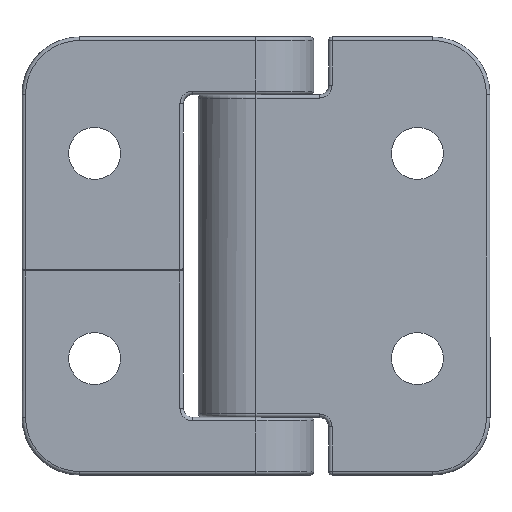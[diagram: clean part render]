
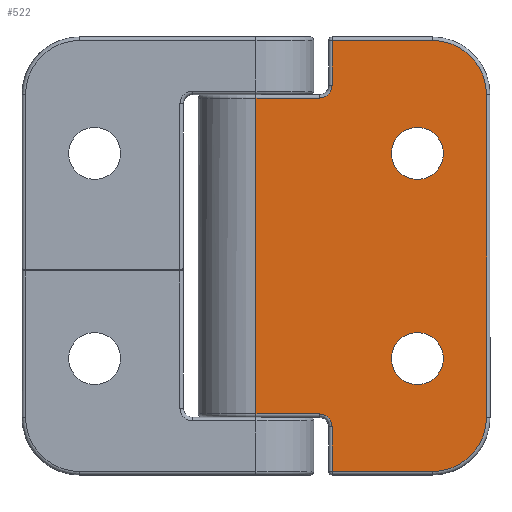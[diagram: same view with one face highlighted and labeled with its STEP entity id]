
A CAD part, front view. The second image highlights one B-rep face of the part: STEP entity #522.
In plain terms, the highlighted planar face has unit normal (0, -1, 0).
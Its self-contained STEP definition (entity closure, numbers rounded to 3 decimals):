
#39 = CARTESIAN_POINT ( 'NONE',  ( -6.3, -5., -18.7 ) ) ;
#77 = LINE ( 'NONE', #3895, #3721 ) ;
#82 = AXIS2_PLACEMENT_3D ( 'NONE', #3579, #1532, #3898 ) ;
#98 = DIRECTION ( 'NONE',  ( 0., 1., 0. ) ) ;
#114 = ORIENTED_EDGE ( 'NONE', *, *, #372, .T. ) ;
#289 = CARTESIAN_POINT ( 'NONE',  ( -5.5, -5., 13.7 ) ) ;
#324 = EDGE_CURVE ( 'NONE', #808, #2068, #2111, .T. ) ;
#336 = EDGE_CURVE ( 'NONE', #2903, #407, #2926, .T. ) ;
#362 = EDGE_CURVE ( 'NONE', #934, #2903, #2811, .T. ) ;
#366 = VERTEX_POINT ( 'NONE', #3990 ) ;
#372 = EDGE_CURVE ( 'NONE', #4070, #934, #1011, .T. ) ;
#380 = EDGE_CURVE ( 'NONE', #804, #2243, #3615, .T. ) ;
#391 = EDGE_CURVE ( 'NONE', #1691, #804, #77, .T. ) ;
#397 = EDGE_CURVE ( 'NONE', #2946, #1691, #1789, .T. ) ;
#404 = EDGE_CURVE ( 'NONE', #3872, #2946, #905, .T. ) ;
#407 = VERTEX_POINT ( 'NONE', #3876 ) ;
#426 = EDGE_CURVE ( 'NONE', #3146, #2413, #4378, .T. ) ;
#439 = EDGE_CURVE ( 'NONE', #407, #3146, #1684, .T. ) ;
#460 = FACE_OUTER_BOUND ( 'NONE', #1881, .T. ) ;
#478 = EDGE_CURVE ( 'NONE', #3696, #1717, #2380, .T. ) ;
#522 = ADVANCED_FACE ( 'NONE', ( #3182, #460, #3083 ), #3474, .F. ) ;
#620 = EDGE_CURVE ( 'NONE', #366, #4070, #4099, .T. ) ;
#688 = ORIENTED_EDGE ( 'NONE', *, *, #1552, .F. ) ;
#779 = VECTOR ( 'NONE', #3804, 1000. ) ;
#804 = VERTEX_POINT ( 'NONE', #2362 ) ;
#808 = VERTEX_POINT ( 'NONE', #2321 ) ;
#857 = ORIENTED_EDGE ( 'NONE', *, *, #2824, .T. ) ;
#905 = LINE ( 'NONE', #3988, #3500 ) ;
#934 = VERTEX_POINT ( 'NONE', #3820 ) ;
#948 = CARTESIAN_POINT ( 'NONE',  ( 0., -5., -13.7 ) ) ;
#1011 = CIRCLE ( 'NONE', #2672, 4.7 ) ;
#1116 = VECTOR ( 'NONE', #4041, 1000. ) ;
#1308 = CARTESIAN_POINT ( 'NONE',  ( -14., -5., 11.15 ) ) ;
#1387 = DIRECTION ( 'NONE',  ( 0., 0., -1. ) ) ;
#1402 = ORIENTED_EDGE ( 'NONE', *, *, #439, .T. ) ;
#1414 = CARTESIAN_POINT ( 'NONE',  ( 0., -5., 19. ) ) ;
#1532 = DIRECTION ( 'NONE',  ( 0., -1., 0. ) ) ;
#1547 = EDGE_LOOP ( 'NONE', ( #688, #2183 ) ) ;
#1552 = EDGE_CURVE ( 'NONE', #2068, #808, #2851, .T. ) ;
#1619 = ORIENTED_EDGE ( 'NONE', *, *, #391, .T. ) ;
#1621 = CARTESIAN_POINT ( 'NONE',  ( -15.3, -5., 18.7 ) ) ;
#1684 = CIRCLE ( 'NONE', #3149, 1.1 ) ;
#1690 = ORIENTED_EDGE ( 'NONE', *, *, #426, .T. ) ;
#1691 = VERTEX_POINT ( 'NONE', #4156 ) ;
#1717 = VERTEX_POINT ( 'NONE', #4098 ) ;
#1742 = CARTESIAN_POINT ( 'NONE',  ( -5.5, -5., -13.7 ) ) ;
#1789 = CIRCLE ( 'NONE', #2665, 1.1 ) ;
#1820 = ORIENTED_EDGE ( 'NONE', *, *, #2797, .T. ) ;
#1881 = EDGE_LOOP ( 'NONE', ( #1402, #1690, #3143, #3585, #2830, #1619, #2683, #1820, #3623, #114, #3098, #3981 ) ) ;
#1913 = DIRECTION ( 'NONE',  ( 0., 1., 0. ) ) ;
#1915 = VECTOR ( 'NONE', #4014, 1000. ) ;
#1951 = EDGE_CURVE ( 'NONE', #3872, #2413, #2195, .T. ) ;
#2050 = AXIS2_PLACEMENT_3D ( 'NONE', #3548, #3544, #3536 ) ;
#2068 = VERTEX_POINT ( 'NONE', #2415 ) ;
#2107 = DIRECTION ( 'NONE',  ( 0., 1., 0. ) ) ;
#2111 = CIRCLE ( 'NONE', #3734, 2.25 ) ;
#2183 = ORIENTED_EDGE ( 'NONE', *, *, #324, .F. ) ;
#2195 = LINE ( 'NONE', #1414, #3999 ) ;
#2205 = VECTOR ( 'NONE', #2950, 1000. ) ;
#2243 = VERTEX_POINT ( 'NONE', #1621 ) ;
#2248 = DIRECTION ( 'NONE',  ( 0., 0., -1. ) ) ;
#2262 = DIRECTION ( 'NONE',  ( 0., -1., 0. ) ) ;
#2282 = CARTESIAN_POINT ( 'NONE',  ( -14., -5., -8.9 ) ) ;
#2285 = ORIENTED_EDGE ( 'NONE', *, *, #478, .T. ) ;
#2321 = CARTESIAN_POINT ( 'NONE',  ( -14., -5., -6.65 ) ) ;
#2362 = CARTESIAN_POINT ( 'NONE',  ( -6.6, -5., 18.7 ) ) ;
#2380 = CIRCLE ( 'NONE', #2050, 2.25 ) ;
#2413 = VERTEX_POINT ( 'NONE', #948 ) ;
#2415 = CARTESIAN_POINT ( 'NONE',  ( -14., -5., -11.15 ) ) ;
#2448 = AXIS2_PLACEMENT_3D ( 'NONE', #3422, #98, #2744 ) ;
#2565 = CARTESIAN_POINT ( 'NONE',  ( -20., -5., -14. ) ) ;
#2665 = AXIS2_PLACEMENT_3D ( 'NONE', #3849, #2107, #3839 ) ;
#2672 = AXIS2_PLACEMENT_3D ( 'NONE', #3939, #3914, #3911 ) ;
#2683 = ORIENTED_EDGE ( 'NONE', *, *, #380, .T. ) ;
#2705 = VECTOR ( 'NONE', #3904, 1000. ) ;
#2744 = DIRECTION ( 'NONE',  ( -1., 0., 0. ) ) ;
#2797 = EDGE_CURVE ( 'NONE', #2243, #366, #3816, .T. ) ;
#2808 = CIRCLE ( 'NONE', #4065, 2.25 ) ;
#2811 = LINE ( 'NONE', #39, #1915 ) ;
#2824 = EDGE_CURVE ( 'NONE', #1717, #3696, #2808, .T. ) ;
#2830 = ORIENTED_EDGE ( 'NONE', *, *, #397, .T. ) ;
#2851 = CIRCLE ( 'NONE', #4031, 2.25 ) ;
#2903 = VERTEX_POINT ( 'NONE', #3652 ) ;
#2926 = LINE ( 'NONE', #4050, #1116 ) ;
#2946 = VERTEX_POINT ( 'NONE', #289 ) ;
#2950 = DIRECTION ( 'NONE',  ( 0., 0., -1. ) ) ;
#3083 = FACE_BOUND ( 'NONE', #1547, .T. ) ;
#3098 = ORIENTED_EDGE ( 'NONE', *, *, #362, .T. ) ;
#3143 = ORIENTED_EDGE ( 'NONE', *, *, #1951, .F. ) ;
#3146 = VERTEX_POINT ( 'NONE', #1742 ) ;
#3149 = AXIS2_PLACEMENT_3D ( 'NONE', #3747, #3733, #3729 ) ;
#3182 = FACE_BOUND ( 'NONE', #3268, .T. ) ;
#3268 = EDGE_LOOP ( 'NONE', ( #2285, #857 ) ) ;
#3409 = CARTESIAN_POINT ( 'NONE',  ( -20., -5., 19. ) ) ;
#3422 = CARTESIAN_POINT ( 'NONE',  ( 0., -5., 19. ) ) ;
#3474 = PLANE ( 'NONE',  #2448 ) ;
#3500 = VECTOR ( 'NONE', #3908, 1000. ) ;
#3536 = DIRECTION ( 'NONE',  ( 0., 0., 1. ) ) ;
#3544 = DIRECTION ( 'NONE',  ( 0., 1., 0. ) ) ;
#3548 = CARTESIAN_POINT ( 'NONE',  ( -14., -5., 8.9 ) ) ;
#3579 = CARTESIAN_POINT ( 'NONE',  ( -15.3, -5., 14. ) ) ;
#3585 = ORIENTED_EDGE ( 'NONE', *, *, #404, .T. ) ;
#3615 = LINE ( 'NONE', #4372, #2705 ) ;
#3623 = ORIENTED_EDGE ( 'NONE', *, *, #620, .T. ) ;
#3652 = CARTESIAN_POINT ( 'NONE',  ( -6.6, -5., -18.7 ) ) ;
#3696 = VERTEX_POINT ( 'NONE', #1308 ) ;
#3721 = VECTOR ( 'NONE', #3953, 1000. ) ;
#3729 = DIRECTION ( 'NONE',  ( -1., 0., 0. ) ) ;
#3733 = DIRECTION ( 'NONE',  ( 0., 1., 0. ) ) ;
#3734 = AXIS2_PLACEMENT_3D ( 'NONE', #4062, #4058, #4052 ) ;
#3747 = CARTESIAN_POINT ( 'NONE',  ( -5.5, -5., -14.8 ) ) ;
#3804 = DIRECTION ( 'NONE',  ( 1., 0., 0. ) ) ;
#3816 = CIRCLE ( 'NONE', #82, 4.7 ) ;
#3820 = CARTESIAN_POINT ( 'NONE',  ( -15.3, -5., -18.7 ) ) ;
#3821 = CARTESIAN_POINT ( 'NONE',  ( 0., -5., -13.7 ) ) ;
#3839 = DIRECTION ( 'NONE',  ( -1., 0., 0. ) ) ;
#3849 = CARTESIAN_POINT ( 'NONE',  ( -5.5, -5., 14.8 ) ) ;
#3872 = VERTEX_POINT ( 'NONE', #4132 ) ;
#3876 = CARTESIAN_POINT ( 'NONE',  ( -6.6, -5., -14.8 ) ) ;
#3895 = CARTESIAN_POINT ( 'NONE',  ( -6.6, -5., 19. ) ) ;
#3898 = DIRECTION ( 'NONE',  ( -1., 0., 0. ) ) ;
#3904 = DIRECTION ( 'NONE',  ( -1., 0., 0. ) ) ;
#3908 = DIRECTION ( 'NONE',  ( -1., 0., 0. ) ) ;
#3911 = DIRECTION ( 'NONE',  ( -1., 0., 0. ) ) ;
#3914 = DIRECTION ( 'NONE',  ( 0., -1., 0. ) ) ;
#3926 = CARTESIAN_POINT ( 'NONE',  ( -14., -5., 8.9 ) ) ;
#3939 = CARTESIAN_POINT ( 'NONE',  ( -15.3, -5., -14. ) ) ;
#3953 = DIRECTION ( 'NONE',  ( 0., 0., 1. ) ) ;
#3981 = ORIENTED_EDGE ( 'NONE', *, *, #336, .T. ) ;
#3988 = CARTESIAN_POINT ( 'NONE',  ( -5.5, -5., 13.7 ) ) ;
#3990 = CARTESIAN_POINT ( 'NONE',  ( -20., -5., 14. ) ) ;
#3999 = VECTOR ( 'NONE', #1387, 1000. ) ;
#4014 = DIRECTION ( 'NONE',  ( 1., 0., 0. ) ) ;
#4031 = AXIS2_PLACEMENT_3D ( 'NONE', #2282, #2262, #2248 ) ;
#4041 = DIRECTION ( 'NONE',  ( 0., 0., 1. ) ) ;
#4050 = CARTESIAN_POINT ( 'NONE',  ( -6.6, -5., 19. ) ) ;
#4052 = DIRECTION ( 'NONE',  ( 0., 0., -1. ) ) ;
#4058 = DIRECTION ( 'NONE',  ( 0., -1., 0. ) ) ;
#4062 = CARTESIAN_POINT ( 'NONE',  ( -14., -5., -8.9 ) ) ;
#4065 = AXIS2_PLACEMENT_3D ( 'NONE', #3926, #1913, #4258 ) ;
#4070 = VERTEX_POINT ( 'NONE', #2565 ) ;
#4098 = CARTESIAN_POINT ( 'NONE',  ( -14., -5., 6.65 ) ) ;
#4099 = LINE ( 'NONE', #3409, #2205 ) ;
#4132 = CARTESIAN_POINT ( 'NONE',  ( 0., -5., 13.7 ) ) ;
#4156 = CARTESIAN_POINT ( 'NONE',  ( -6.6, -5., 14.8 ) ) ;
#4258 = DIRECTION ( 'NONE',  ( 0., 0., 1. ) ) ;
#4372 = CARTESIAN_POINT ( 'NONE',  ( -15.3, -5., 18.7 ) ) ;
#4378 = LINE ( 'NONE', #3821, #779 ) ;
